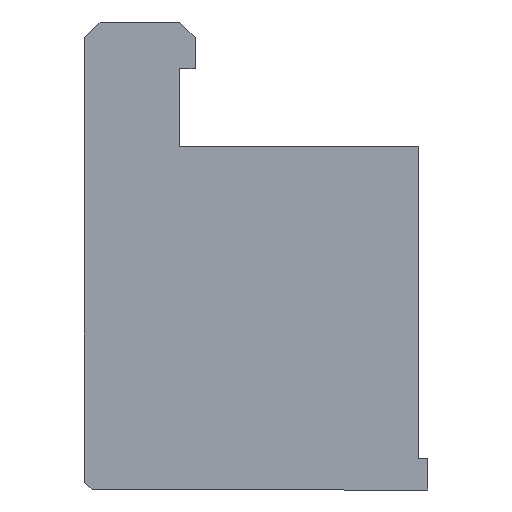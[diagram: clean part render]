
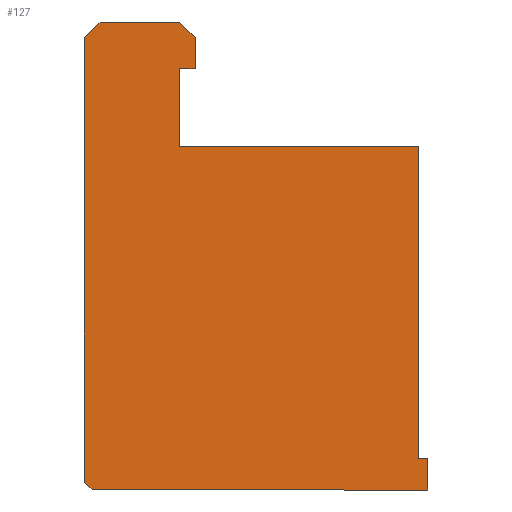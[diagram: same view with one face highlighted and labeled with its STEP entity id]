
A CAD part, left-side view. The second image highlights one B-rep face of the part: STEP entity #127.
In plain terms, the highlighted planar face has unit normal (-1, 0, 0).
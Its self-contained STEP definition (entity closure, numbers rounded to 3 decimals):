
#5 = VECTOR ( 'NONE', #728, 1000. ) ;
#30 = EDGE_CURVE ( 'NONE', #727, #38, #621, .T. ) ;
#35 = VERTEX_POINT ( 'NONE', #598 ) ;
#38 = VERTEX_POINT ( 'NONE', #168 ) ;
#39 = EDGE_LOOP ( 'NONE', ( #334, #143, #735, #505, #827, #788, #483, #369, #290, #773, #447, #793, #710 ) ) ;
#67 = DIRECTION ( 'NONE',  ( 0., -0.707, 0.707 ) ) ;
#80 = CARTESIAN_POINT ( 'NONE',  ( -37.5, 15.9, 7. ) ) ;
#94 = CARTESIAN_POINT ( 'NONE',  ( -37.5, 0., 0. ) ) ;
#95 = VERTEX_POINT ( 'NONE', #246 ) ;
#99 = VERTEX_POINT ( 'NONE', #655 ) ;
#101 = DIRECTION ( 'NONE',  ( 1., 0., 0. ) ) ;
#111 = DIRECTION ( 'NONE',  ( 0., 1., 0. ) ) ;
#127 = ADVANCED_FACE ( 'NONE', ( #641 ), #384, .F. ) ;
#129 = DIRECTION ( 'NONE',  ( 0., 0., -1. ) ) ;
#132 = CARTESIAN_POINT ( 'NONE',  ( -37.5, 15.9, 0. ) ) ;
#136 = CARTESIAN_POINT ( 'NONE',  ( -37.5, 15.9, 12. ) ) ;
#143 = ORIENTED_EDGE ( 'NONE', *, *, #161, .F. ) ;
#157 = VECTOR ( 'NONE', #67, 1000. ) ;
#161 = EDGE_CURVE ( 'NONE', #95, #599, #703, .T. ) ;
#167 = EDGE_CURVE ( 'NONE', #410, #205, #456, .T. ) ;
#168 = CARTESIAN_POINT ( 'NONE',  ( -37.5, 22., -14.5 ) ) ;
#190 = VERTEX_POINT ( 'NONE', #330 ) ;
#198 = VECTOR ( 'NONE', #129, 1000. ) ;
#205 = VERTEX_POINT ( 'NONE', #605 ) ;
#225 = DIRECTION ( 'NONE',  ( 0., 1., 0. ) ) ;
#226 = DIRECTION ( 'NONE',  ( 0., 0.707, 0.707 ) ) ;
#233 = VECTOR ( 'NONE', #225, 1000. ) ;
#237 = CARTESIAN_POINT ( 'NONE',  ( -37.5, 0., 7. ) ) ;
#245 = LINE ( 'NONE', #771, #915 ) ;
#246 = CARTESIAN_POINT ( 'NONE',  ( -37.5, 0.6, 7. ) ) ;
#290 = ORIENTED_EDGE ( 'NONE', *, *, #403, .F. ) ;
#300 = EDGE_CURVE ( 'NONE', #574, #711, #555, .T. ) ;
#330 = CARTESIAN_POINT ( 'NONE',  ( -37.5, 15.9, 15. ) ) ;
#334 = ORIENTED_EDGE ( 'NONE', *, *, #615, .T. ) ;
#336 = VECTOR ( 'NONE', #813, 1000. ) ;
#368 = EDGE_CURVE ( 'NONE', #541, #190, #702, .T. ) ;
#369 = ORIENTED_EDGE ( 'NONE', *, *, #368, .F. ) ;
#384 = PLANE ( 'NONE',  #791 ) ;
#403 = EDGE_CURVE ( 'NONE', #727, #541, #477, .T. ) ;
#405 = DIRECTION ( 'NONE',  ( 0., 0., -1. ) ) ;
#410 = VERTEX_POINT ( 'NONE', #645 ) ;
#436 = EDGE_CURVE ( 'NONE', #205, #38, #853, .T. ) ;
#447 = ORIENTED_EDGE ( 'NONE', *, *, #436, .F. ) ;
#456 = LINE ( 'NONE', #547, #925 ) ;
#459 = DIRECTION ( 'NONE',  ( 0., 0., -1. ) ) ;
#468 = VECTOR ( 'NONE', #226, 1000. ) ;
#477 = LINE ( 'NONE', #506, #157 ) ;
#483 = ORIENTED_EDGE ( 'NONE', *, *, #878, .T. ) ;
#494 = VECTOR ( 'NONE', #926, 1000. ) ;
#505 = ORIENTED_EDGE ( 'NONE', *, *, #300, .F. ) ;
#506 = CARTESIAN_POINT ( 'NONE',  ( -37.5, 22., 14. ) ) ;
#517 = CARTESIAN_POINT ( 'NONE',  ( -37.5, 22., 15. ) ) ;
#519 = LINE ( 'NONE', #569, #233 ) ;
#541 = VERTEX_POINT ( 'NONE', #876 ) ;
#543 = VECTOR ( 'NONE', #405, 1000. ) ;
#547 = CARTESIAN_POINT ( 'NONE',  ( -37.5, 0., -15. ) ) ;
#555 = LINE ( 'NONE', #132, #198 ) ;
#566 = CARTESIAN_POINT ( 'NONE',  ( -37.5, 0., 15. ) ) ;
#569 = CARTESIAN_POINT ( 'NONE',  ( -37.5, 0.6, -13. ) ) ;
#574 = VERTEX_POINT ( 'NONE', #136 ) ;
#588 = CARTESIAN_POINT ( 'NONE',  ( -37.5, 22., 14. ) ) ;
#598 = CARTESIAN_POINT ( 'NONE',  ( -37.5, 14.9, 14. ) ) ;
#599 = VERTEX_POINT ( 'NONE', #653 ) ;
#600 = LINE ( 'NONE', #237, #336 ) ;
#605 = CARTESIAN_POINT ( 'NONE',  ( -37.5, 21.5, -15. ) ) ;
#610 = LINE ( 'NONE', #731, #620 ) ;
#615 = EDGE_CURVE ( 'NONE', #99, #599, #519, .T. ) ;
#620 = VECTOR ( 'NONE', #654, 1000. ) ;
#621 = LINE ( 'NONE', #517, #5 ) ;
#641 = FACE_OUTER_BOUND ( 'NONE', #39, .T. ) ;
#645 = CARTESIAN_POINT ( 'NONE',  ( -37.5, 0., -15. ) ) ;
#653 = CARTESIAN_POINT ( 'NONE',  ( -37.5, 0.6, -13. ) ) ;
#654 = DIRECTION ( 'NONE',  ( 0., -1., 0. ) ) ;
#655 = CARTESIAN_POINT ( 'NONE',  ( -37.5, 0., -13. ) ) ;
#673 = DIRECTION ( 'NONE',  ( 0., 0.707, 0.707 ) ) ;
#677 = EDGE_CURVE ( 'NONE', #574, #857, #610, .T. ) ;
#683 = VECTOR ( 'NONE', #910, 1000. ) ;
#702 = LINE ( 'NONE', #566, #494 ) ;
#703 = LINE ( 'NONE', #839, #683 ) ;
#710 = ORIENTED_EDGE ( 'NONE', *, *, #906, .F. ) ;
#711 = VERTEX_POINT ( 'NONE', #80 ) ;
#727 = VERTEX_POINT ( 'NONE', #588 ) ;
#728 = DIRECTION ( 'NONE',  ( 0., 0., -1. ) ) ;
#729 = LINE ( 'NONE', #917, #543 ) ;
#731 = CARTESIAN_POINT ( 'NONE',  ( -37.5, 14.9, 12. ) ) ;
#735 = ORIENTED_EDGE ( 'NONE', *, *, #747, .F. ) ;
#747 = EDGE_CURVE ( 'NONE', #711, #95, #600, .T. ) ;
#756 = CARTESIAN_POINT ( 'NONE',  ( -37.5, 14.9, 12. ) ) ;
#759 = VECTOR ( 'NONE', #673, 1000. ) ;
#771 = CARTESIAN_POINT ( 'NONE',  ( -37.5, 0., 0. ) ) ;
#773 = ORIENTED_EDGE ( 'NONE', *, *, #30, .T. ) ;
#788 = ORIENTED_EDGE ( 'NONE', *, *, #927, .F. ) ;
#791 = AXIS2_PLACEMENT_3D ( 'NONE', #94, #101, #459 ) ;
#793 = ORIENTED_EDGE ( 'NONE', *, *, #167, .F. ) ;
#813 = DIRECTION ( 'NONE',  ( 0., -1., 0. ) ) ;
#825 = CARTESIAN_POINT ( 'NONE',  ( -37.5, 15.9, 15. ) ) ;
#827 = ORIENTED_EDGE ( 'NONE', *, *, #677, .T. ) ;
#839 = CARTESIAN_POINT ( 'NONE',  ( -37.5, 0.6, 0. ) ) ;
#852 = LINE ( 'NONE', #825, #759 ) ;
#853 = LINE ( 'NONE', #937, #468 ) ;
#857 = VERTEX_POINT ( 'NONE', #756 ) ;
#876 = CARTESIAN_POINT ( 'NONE',  ( -37.5, 21., 15. ) ) ;
#878 = EDGE_CURVE ( 'NONE', #35, #190, #852, .T. ) ;
#906 = EDGE_CURVE ( 'NONE', #99, #410, #245, .T. ) ;
#910 = DIRECTION ( 'NONE',  ( 0., 0., -1. ) ) ;
#915 = VECTOR ( 'NONE', #921, 1000. ) ;
#917 = CARTESIAN_POINT ( 'NONE',  ( -37.5, 14.9, 0. ) ) ;
#921 = DIRECTION ( 'NONE',  ( 0., 0., -1. ) ) ;
#925 = VECTOR ( 'NONE', #111, 1000. ) ;
#926 = DIRECTION ( 'NONE',  ( 0., -1., 0. ) ) ;
#927 = EDGE_CURVE ( 'NONE', #35, #857, #729, .T. ) ;
#937 = CARTESIAN_POINT ( 'NONE',  ( -37.5, 21.5, -15. ) ) ;
